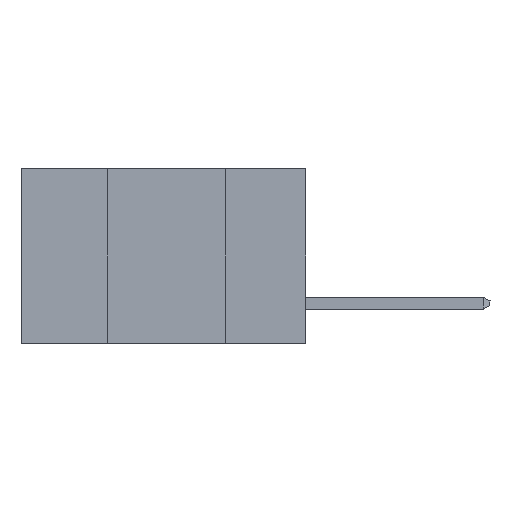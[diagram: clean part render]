
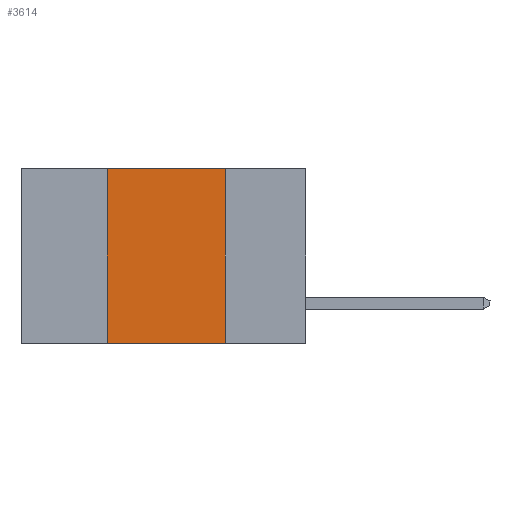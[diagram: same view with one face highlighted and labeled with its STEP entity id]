
A CAD part, left-side view. The second image highlights one B-rep face of the part: STEP entity #3614.
In plain terms, the highlighted planar face has unit normal (-1, 0, 0).
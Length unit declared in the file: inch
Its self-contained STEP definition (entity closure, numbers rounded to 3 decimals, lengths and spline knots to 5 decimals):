
#1057 = EDGE_LOOP ( 'NONE', ( #3618, #10353, #10104, #2710 ) ) ;
#2033 = LINE ( 'NONE', #4779, #6072 ) ;
#2564 = EDGE_CURVE ( 'NONE', #5713, #3097, #2033, .T. ) ;
#2710 = ORIENTED_EDGE ( 'NONE', *, *, #2564, .T. ) ;
#3097 = VERTEX_POINT ( 'NONE', #6721 ) ;
#3207 = PLANE ( 'NONE',  #9365 ) ;
#3614 = ADVANCED_FACE ( 'NONE', ( #11248 ), #3207, .F. ) ;
#3618 = ORIENTED_EDGE ( 'NONE', *, *, #15452, .F. ) ;
#4107 = DIRECTION ( 'NONE',  ( 0., 0., 1. ) ) ;
#4779 = CARTESIAN_POINT ( 'NONE',  ( 0., 0.6, -0.37 ) ) ;
#4957 = VECTOR ( 'NONE', #13057, 39.37008 ) ;
#5160 = DIRECTION ( 'NONE',  ( 0., -1., 0. ) ) ;
#5249 = VERTEX_POINT ( 'NONE', #6339 ) ;
#5713 = VERTEX_POINT ( 'NONE', #12373 ) ;
#6072 = VECTOR ( 'NONE', #11072, 39.37008 ) ;
#6339 = CARTESIAN_POINT ( 'NONE',  ( 0., 0.42, 0. ) ) ;
#6721 = CARTESIAN_POINT ( 'NONE',  ( 0., 0.17, -0.37 ) ) ;
#8063 = CARTESIAN_POINT ( 'NONE',  ( 0., 0.17, 0. ) ) ;
#8709 = EDGE_CURVE ( 'NONE', #5713, #5249, #13279, .T. ) ;
#8899 = VERTEX_POINT ( 'NONE', #12182 ) ;
#9365 = AXIS2_PLACEMENT_3D ( 'NONE', #14376, #9724, #11846 ) ;
#9724 = DIRECTION ( 'NONE',  ( 1., 0., 0. ) ) ;
#9970 = VECTOR ( 'NONE', #4107, 39.37008 ) ;
#10104 = ORIENTED_EDGE ( 'NONE', *, *, #8709, .F. ) ;
#10353 = ORIENTED_EDGE ( 'NONE', *, *, #14638, .F. ) ;
#11072 = DIRECTION ( 'NONE',  ( 0., -1., 0. ) ) ;
#11248 = FACE_OUTER_BOUND ( 'NONE', #1057, .T. ) ;
#11268 = CARTESIAN_POINT ( 'NONE',  ( 0., 0.42, 0. ) ) ;
#11522 = LINE ( 'NONE', #14843, #14838 ) ;
#11846 = DIRECTION ( 'NONE',  ( 0., 0., -1. ) ) ;
#12071 = LINE ( 'NONE', #8063, #4957 ) ;
#12182 = CARTESIAN_POINT ( 'NONE',  ( 0., 0.17, 0. ) ) ;
#12373 = CARTESIAN_POINT ( 'NONE',  ( 0., 0.42, -0.37 ) ) ;
#13057 = DIRECTION ( 'NONE',  ( 0., 0., -1. ) ) ;
#13279 = LINE ( 'NONE', #11268, #9970 ) ;
#14376 = CARTESIAN_POINT ( 'NONE',  ( 0., 0.6, 0. ) ) ;
#14638 = EDGE_CURVE ( 'NONE', #5249, #8899, #11522, .T. ) ;
#14838 = VECTOR ( 'NONE', #5160, 39.37008 ) ;
#14843 = CARTESIAN_POINT ( 'NONE',  ( 0., 0.6, 0. ) ) ;
#15452 = EDGE_CURVE ( 'NONE', #8899, #3097, #12071, .T. ) ;
